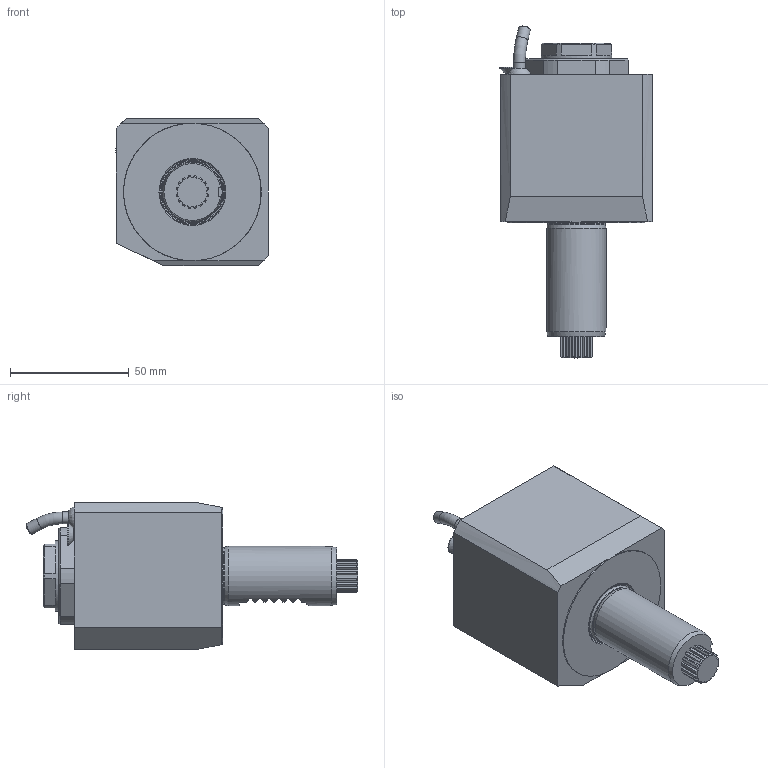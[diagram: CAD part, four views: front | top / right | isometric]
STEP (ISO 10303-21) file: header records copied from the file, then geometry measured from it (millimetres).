
FILE_DESCRIPTION (( 'STEP AP214' ), '1' );
FILE_NAME ('RAPPS25131US3.STEP', '2021-07-27T07:41:05', ( '' ), ( '' ), 'SwSTEP 2.0', 'SolidWorks 2016', '' );
FILE_SCHEMA (( 'AUTOMOTIVE_DESIGN' ));
Length unit declared in the file: millimetre
Products named in the file (1): RAPPS25131US3
Bounding box: 64.32 x 139.84 x 62 mm (x, y, z)
Volume: 277284.1 mm3; surface area: 29233.2 mm2
Topology: 3 solids, 3 shells, 538 faces, 1436 edges, 944 vertices
Faces by surface type: plane 325, bspline 101, cylinder 70, cone 35, torus 6, sphere 1
Full cylindrical faces by diameter (mm): 1.7 x1, 2.1 x1, 2.5 x2, 5 x3, 6.366 x1, 9.64 x1, 24.2 x1, 25 x1, 29.8 x1, 55 x1
Entity records: 24870 total; most frequent: CARTESIAN_POINT 9001, ORIENTED_EDGE 2804, DIRECTION 2164, EDGE_CURVE 1402, VERTEX_POINT 936, LINE 904, VECTOR 904, AXIS2_PLACEMENT_3D 630
